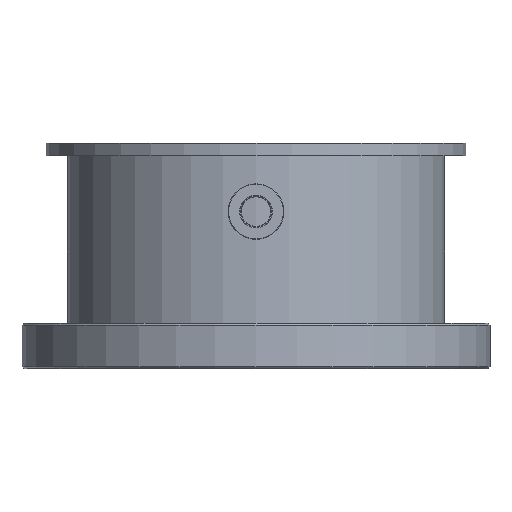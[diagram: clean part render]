
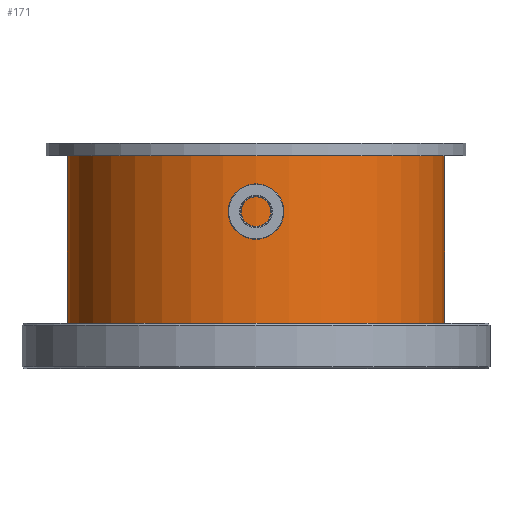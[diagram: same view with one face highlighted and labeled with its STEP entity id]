
A CAD part, left-side view. The second image highlights one B-rep face of the part: STEP entity #171.
In plain terms, the highlighted cylindrical face has radius 102 mm (diameter 204 mm), a full revolution.
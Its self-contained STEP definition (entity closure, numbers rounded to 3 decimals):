
#105=CYLINDRICAL_SURFACE('',#1332,102.);
#171=ADVANCED_FACE('',(#356,#357),#105,.T.);
#356=FACE_BOUND('',#578,.T.);
#357=FACE_BOUND('',#579,.T.);
#578=EDGE_LOOP('',(#800));
#579=EDGE_LOOP('',(#801));
#800=ORIENTED_EDGE('',*,*,#1059,.T.);
#801=ORIENTED_EDGE('',*,*,#1060,.T.);
#948=VERTEX_POINT('',#1960);
#949=VERTEX_POINT('',#1962);
#1059=EDGE_CURVE('',#948,#948,#1170,.T.);
#1060=EDGE_CURVE('',#949,#949,#1171,.T.);
#1170=CIRCLE('',#1330,102.);
#1171=CIRCLE('',#1331,102.);
#1330=AXIS2_PLACEMENT_3D('',#1959,#1638,#1639);
#1331=AXIS2_PLACEMENT_3D('',#1961,#1640,#1641);
#1332=AXIS2_PLACEMENT_3D('',#1963,#1642,#1643);
#1638=DIRECTION('',(0.,0.,1.));
#1639=DIRECTION('',(-1.,0.,0.));
#1640=DIRECTION('',(0.,0.,-1.));
#1641=DIRECTION('',(1.,0.,0.));
#1642=DIRECTION('',(0.,0.,1.));
#1643=DIRECTION('',(-1.,0.,0.));
#1959=CARTESIAN_POINT('',(1523.084,-327.157,24.5));
#1960=CARTESIAN_POINT('',(1421.084,-327.157,24.5));
#1961=CARTESIAN_POINT('',(1523.084,-327.157,115.2));
#1962=CARTESIAN_POINT('',(1625.084,-327.157,115.2));
#1963=CARTESIAN_POINT('',(1523.084,-327.157,24.5));
